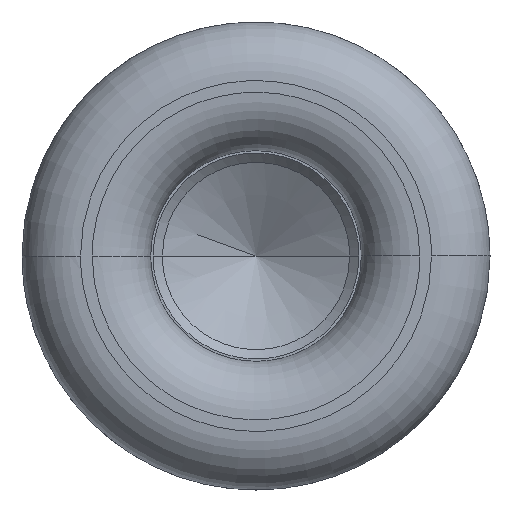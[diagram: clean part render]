
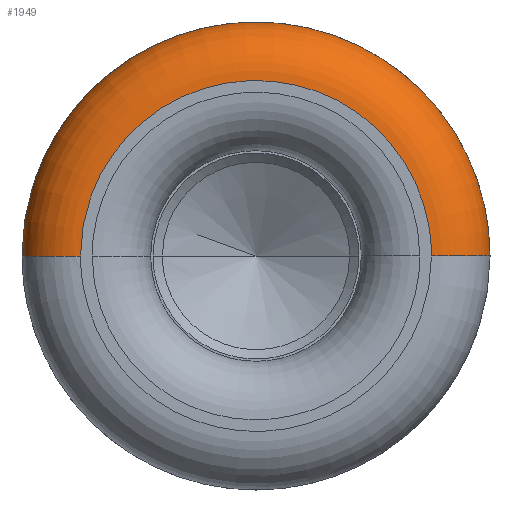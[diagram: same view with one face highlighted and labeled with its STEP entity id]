
A CAD part, left-side view. The second image highlights one B-rep face of the part: STEP entity #1949.
In plain terms, the highlighted toroidal (fillet/blend) face has major radius 3.75 mm and minor radius 1.25 mm.
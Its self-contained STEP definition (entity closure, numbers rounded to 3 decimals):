
#18 = CARTESIAN_POINT ( 'NONE',  ( -3.75, 5., 0. ) ) ;
#47 = FACE_OUTER_BOUND ( 'NONE', #2445, .T. ) ;
#310 = CARTESIAN_POINT ( 'NONE',  ( -0.982, 5., 3.652 ) ) ;
#329 = CARTESIAN_POINT ( 'NONE',  ( -2.305, 5., 2.999 ) ) ;
#350 = VERTEX_POINT ( 'NONE', #488 ) ;
#399 = CARTESIAN_POINT ( 'NONE',  ( -4.967, 4.077, 0. ) ) ;
#488 = CARTESIAN_POINT ( 'NONE',  ( 3.75, 5., 0. ) ) ;
#490 = AXIS2_PLACEMENT_3D ( 'NONE', #3321, #3390, #2971 ) ;
#574 = CARTESIAN_POINT ( 'NONE',  ( 3.75, 5., 0. ) ) ;
#602 = CARTESIAN_POINT ( 'NONE',  ( 4.967, 4.077, 0. ) ) ;
#663 = B_SPLINE_CURVE_WITH_KNOTS ( 'NONE', 3,
 ( #4682, #1802, #1844, #3571, #1051, #3242, #1754, #3556, #2485, #3993, #3195, #4290, #2503, #3591, #1143, #2525, #1446, #2860 ),
 .UNSPECIFIED., .F., .F.,
 ( 4, 2, 2, 2, 2, 2, 2, 2, 4 ),
 ( 0., 0.125, 0.25, 0.375, 0.5, 0.625, 0.75, 0.875, 1. ),
 .UNSPECIFIED. ) ;
#706 = CARTESIAN_POINT ( 'NONE',  ( -1.889, 5., 3.277 ) ) ;
#733 = CARTESIAN_POINT ( 'NONE',  ( -2.999, 5., 2.305 ) ) ;
#873 = VERTEX_POINT ( 'NONE', #4010 ) ;
#1034 = CARTESIAN_POINT ( 'NONE',  ( 3.914, 5., 0. ) ) ;
#1051 = CARTESIAN_POINT ( 'NONE',  ( 3.998, 3.75, 3.073 ) ) ;
#1133 = CARTESIAN_POINT ( 'NONE',  ( -4.077, 4.967, 0. ) ) ;
#1143 = CARTESIAN_POINT ( 'NONE',  ( -4.369, 3.75, 2.518 ) ) ;
#1446 = CARTESIAN_POINT ( 'NONE',  ( -5., 3.75, 0.654 ) ) ;
#1466 = CARTESIAN_POINT ( 'NONE',  ( 1.889, 5., 3.277 ) ) ;
#1477 = CARTESIAN_POINT ( 'NONE',  ( -3.914, 5., 0. ) ) ;
#1754 = CARTESIAN_POINT ( 'NONE',  ( 2.518, 3.75, 4.369 ) ) ;
#1802 = CARTESIAN_POINT ( 'NONE',  ( 5., 3.75, 0.654 ) ) ;
#1844 = CARTESIAN_POINT ( 'NONE',  ( 4.87, 3.75, 1.309 ) ) ;
#1856 = CARTESIAN_POINT ( 'NONE',  ( -5., 3.914, 0. ) ) ;
#1924 = EDGE_CURVE ( 'NONE', #873, #2041, #3892, .T. ) ;
#1949 = ADVANCED_FACE ( 'NONE', ( #47 ), #3524, .T. ) ;
#2041 = VERTEX_POINT ( 'NONE', #3742 ) ;
#2181 = CARTESIAN_POINT ( 'NONE',  ( -3.277, 5., 1.889 ) ) ;
#2216 = CARTESIAN_POINT ( 'NONE',  ( -4.75, 4.518, 0. ) ) ;
#2445 = EDGE_LOOP ( 'NONE', ( #3594, #2640, #4387, #3303 ) ) ;
#2471 = CARTESIAN_POINT ( 'NONE',  ( 5., 3.75, 0. ) ) ;
#2485 = CARTESIAN_POINT ( 'NONE',  ( 0.654, 3.75, 5. ) ) ;
#2503 = CARTESIAN_POINT ( 'NONE',  ( -3.073, 3.75, 3.998 ) ) ;
#2511 = B_SPLINE_CURVE_WITH_KNOTS ( 'NONE', 3,
 ( #3966, #3927, #2878, #2573, #3260, #3944, #1466, #4328, #2833, #4013, #310, #706, #329, #733, #2181, #3217, #3618, #4351 ),
 .UNSPECIFIED., .F., .F.,
 ( 4, 2, 2, 2, 2, 2, 2, 2, 4 ),
 ( 0., 0.125, 0.25, 0.375, 0.5, 0.625, 0.75, 0.875, 1. ),
 .UNSPECIFIED. ) ;
#2525 = CARTESIAN_POINT ( 'NONE',  ( -4.87, 3.75, 1.309 ) ) ;
#2565 = CARTESIAN_POINT ( 'NONE',  ( -4.518, 4.75, 0. ) ) ;
#2573 = CARTESIAN_POINT ( 'NONE',  ( 3.277, 5., 1.889 ) ) ;
#2640 = ORIENTED_EDGE ( 'NONE', *, *, #3315, .T. ) ;
#2746 = CARTESIAN_POINT ( 'NONE',  ( 5., 3.75, 0. ) ) ;
#2833 = CARTESIAN_POINT ( 'NONE',  ( 0.491, 5., 3.75 ) ) ;
#2843 = CARTESIAN_POINT ( 'NONE',  ( -4.38, 4.842, 0. ) ) ;
#2860 = CARTESIAN_POINT ( 'NONE',  ( -5., 3.75, 0. ) ) ;
#2878 = CARTESIAN_POINT ( 'NONE',  ( 3.652, 5., 0.982 ) ) ;
#2971 = DIRECTION ( 'NONE',  ( -1., 0., -0.007 ) ) ;
#3074 = EDGE_CURVE ( 'NONE', #4211, #350, #4657, .T. ) ;
#3181 = CARTESIAN_POINT ( 'NONE',  ( 4.518, 4.75, 0. ) ) ;
#3195 = CARTESIAN_POINT ( 'NONE',  ( -1.309, 3.75, 4.87 ) ) ;
#3217 = CARTESIAN_POINT ( 'NONE',  ( -3.652, 5., 0.982 ) ) ;
#3242 = CARTESIAN_POINT ( 'NONE',  ( 3.073, 3.75, 3.998 ) ) ;
#3260 = CARTESIAN_POINT ( 'NONE',  ( 2.999, 5., 2.305 ) ) ;
#3297 = CARTESIAN_POINT ( 'NONE',  ( -5., 3.75, 0. ) ) ;
#3303 = ORIENTED_EDGE ( 'NONE', *, *, #3314, .F. ) ;
#3314 = EDGE_CURVE ( 'NONE', #4211, #2041, #663, .T. ) ;
#3315 = EDGE_CURVE ( 'NONE', #350, #873, #2511, .T. ) ;
#3321 = CARTESIAN_POINT ( 'NONE',  ( 0., 3.75, 0. ) ) ;
#3390 = DIRECTION ( 'NONE',  ( 0., -1., 0. ) ) ;
#3471 = CARTESIAN_POINT ( 'NONE',  ( 5., 3.914, 0. ) ) ;
#3524 = TOROIDAL_SURFACE ( 'NONE', #490, 3.75, 1.25 ) ;
#3556 = CARTESIAN_POINT ( 'NONE',  ( 1.309, 3.75, 4.87 ) ) ;
#3571 = CARTESIAN_POINT ( 'NONE',  ( 4.369, 3.75, 2.518 ) ) ;
#3591 = CARTESIAN_POINT ( 'NONE',  ( -3.998, 3.75, 3.073 ) ) ;
#3594 = ORIENTED_EDGE ( 'NONE', *, *, #3074, .T. ) ;
#3618 = CARTESIAN_POINT ( 'NONE',  ( -3.75, 5., 0.491 ) ) ;
#3647 = CARTESIAN_POINT ( 'NONE',  ( -4.842, 4.38, 0. ) ) ;
#3742 = CARTESIAN_POINT ( 'NONE',  ( -5., 3.75, 0. ) ) ;
#3819 = CARTESIAN_POINT ( 'NONE',  ( 4.75, 4.518, 0. ) ) ;
#3892 = B_SPLINE_CURVE_WITH_KNOTS ( 'NONE', 3,
 ( #18, #1477, #1133, #2843, #2565, #2216, #3647, #399, #1856, #3297 ),
 .UNSPECIFIED., .F., .F.,
 ( 4, 2, 2, 2, 4 ),
 ( 0., 0.25, 0.5, 0.75, 1. ),
 .UNSPECIFIED. ) ;
#3912 = CARTESIAN_POINT ( 'NONE',  ( 4.842, 4.38, 0. ) ) ;
#3927 = CARTESIAN_POINT ( 'NONE',  ( 3.75, 5., 0.491 ) ) ;
#3944 = CARTESIAN_POINT ( 'NONE',  ( 2.305, 5., 2.999 ) ) ;
#3966 = CARTESIAN_POINT ( 'NONE',  ( 3.75, 5., 0. ) ) ;
#3993 = CARTESIAN_POINT ( 'NONE',  ( -0.654, 3.75, 5. ) ) ;
#4010 = CARTESIAN_POINT ( 'NONE',  ( -3.75, 5., 0. ) ) ;
#4013 = CARTESIAN_POINT ( 'NONE',  ( -0.491, 5., 3.75 ) ) ;
#4211 = VERTEX_POINT ( 'NONE', #2746 ) ;
#4269 = CARTESIAN_POINT ( 'NONE',  ( 4.077, 4.967, 0. ) ) ;
#4290 = CARTESIAN_POINT ( 'NONE',  ( -2.518, 3.75, 4.369 ) ) ;
#4328 = CARTESIAN_POINT ( 'NONE',  ( 0.982, 5., 3.652 ) ) ;
#4351 = CARTESIAN_POINT ( 'NONE',  ( -3.75, 5., 0. ) ) ;
#4387 = ORIENTED_EDGE ( 'NONE', *, *, #1924, .T. ) ;
#4625 = CARTESIAN_POINT ( 'NONE',  ( 4.38, 4.842, 0. ) ) ;
#4657 = B_SPLINE_CURVE_WITH_KNOTS ( 'NONE', 3,
 ( #2471, #3471, #602, #3912, #3819, #3181, #4625, #4269, #1034, #574 ),
 .UNSPECIFIED., .F., .F.,
 ( 4, 2, 2, 2, 4 ),
 ( 0., 0.25, 0.5, 0.75, 1. ),
 .UNSPECIFIED. ) ;
#4682 = CARTESIAN_POINT ( 'NONE',  ( 5., 3.75, 0. ) ) ;
